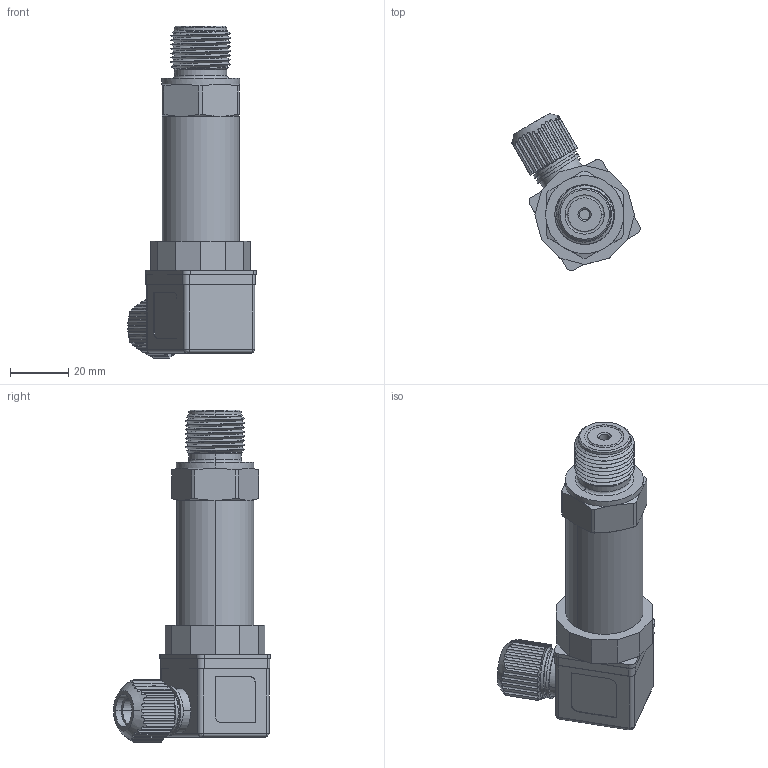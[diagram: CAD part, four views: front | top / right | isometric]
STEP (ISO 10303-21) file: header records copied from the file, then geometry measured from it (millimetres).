
FILE_DESCRIPTION (( 'STEP AP214' ), '1' );
FILE_NAME ('PPT-A-HY-025-4-20-2-2 Ïðåîáð. äàâë. PPT20 0,25% 0-25Áàð 4-20ìÀ G1_2 DIN43650.STEP', '2020-01-10T11:46:08', ( '' ), ( '' ), 'SwSTEP 2.0', 'SolidWorks 2017', '' );
FILE_SCHEMA (( 'AUTOMOTIVE_DESIGN' ));
Length unit declared in the file: millimetre
Products named in the file (1): PPT-A-HY-025-4-20-2-2 Ïðåîáð. äàâë. PPT20 0,25% 0-25Áàð 4-20ìÀ G1_2 DIN43650
Bounding box: 44.1 x 53.97 x 114.09 mm (x, y, z)
Volume: 71541.2 mm3; surface area: 16448 mm2
Topology: 3 solids, 3 shells, 302 faces, 777 edges, 488 vertices
Faces by surface type: plane 133, cylinder 115, cone 36, bspline 18
Entity records: 12582 total; most frequent: CARTESIAN_POINT 5537, ORIENTED_EDGE 1538, DIRECTION 1376, EDGE_CURVE 769, AXIS2_PLACEMENT_3D 506, VERTEX_POINT 487, LINE 364, VECTOR 364
